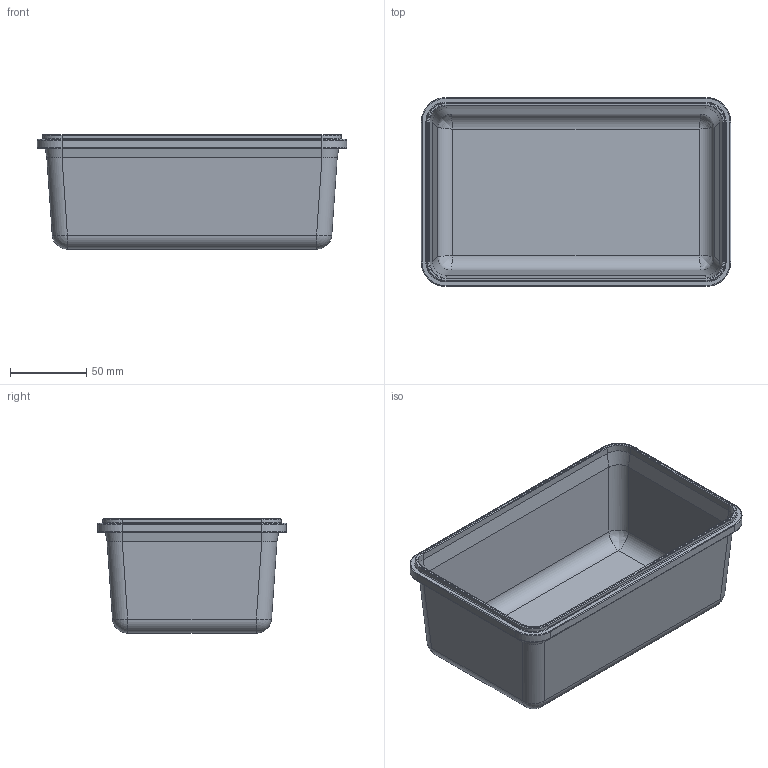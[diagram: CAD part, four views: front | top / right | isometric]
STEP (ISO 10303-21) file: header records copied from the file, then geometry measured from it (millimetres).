
FILE_DESCRIPTION (( 'STEP AP214' ), '1' );
FILE_NAME ('Box 1mm dick.STEP', '2015-06-17T16:44:32', ( '' ), ( '' ), 'SwSTEP 2.0', 'SolidWorks 2014', '' );
FILE_SCHEMA (( 'AUTOMOTIVE_DESIGN' ));
Length unit declared in the file: millimetre
Products named in the file (1): Box 1mm dick
Bounding box: 202.92 x 123.92 x 75 mm (x, y, z)
Volume: 91130.3 mm3; surface area: 127750.1 mm2
Topology: 1 solids, 1 shells, 166 faces, 368 edges, 204 vertices
Faces by surface type: bspline 60, plane 54, cylinder 48, sphere 4
Entity records: 9217 total; most frequent: CARTESIAN_POINT 6034, ORIENTED_EDGE 728, DIRECTION 530, EDGE_CURVE 364, VERTEX_POINT 204, AXIS2_PLACEMENT_3D 187, EDGE_LOOP 170, ADVANCED_FACE 166
